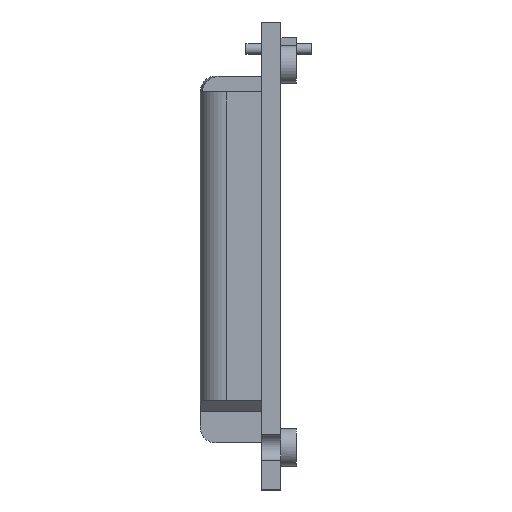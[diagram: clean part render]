
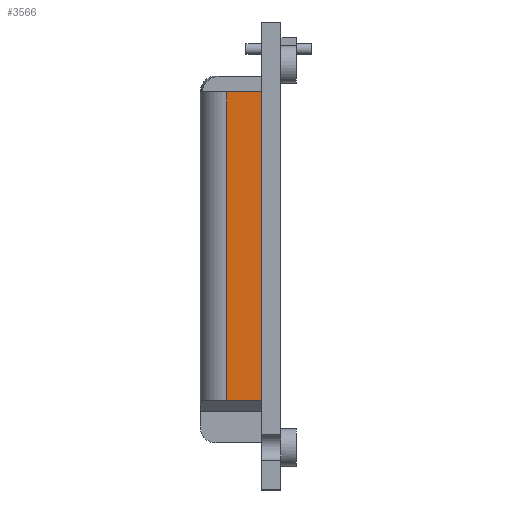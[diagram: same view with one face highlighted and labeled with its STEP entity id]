
A CAD part, left-side view. The second image highlights one B-rep face of the part: STEP entity #3566.
In plain terms, the highlighted planar face has unit normal (-1, 0, 0).
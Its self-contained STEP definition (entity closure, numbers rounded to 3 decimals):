
#696 = EDGE_CURVE ( 'NONE', #5214, #1708, #7379, .T. ) ;
#1122 = DIRECTION ( 'NONE',  ( 0., -1., 0. ) ) ;
#1266 = LINE ( 'NONE', #4039, #4900 ) ;
#1287 = ORIENTED_EDGE ( 'NONE', *, *, #4071, .T. ) ;
#1360 = AXIS2_PLACEMENT_3D ( 'NONE', #4773, #5524, #3254 ) ;
#1402 = DIRECTION ( 'NONE',  ( 0., 0., 1. ) ) ;
#1513 = VECTOR ( 'NONE', #7525, 1000. ) ;
#1708 = VERTEX_POINT ( 'NONE', #3042 ) ;
#1985 = CARTESIAN_POINT ( 'NONE',  ( -37.5, 9.05, -13.58 ) ) ;
#2227 = CARTESIAN_POINT ( 'NONE',  ( -37.5, 3.25, 0. ) ) ;
#2235 = EDGE_CURVE ( 'NONE', #5723, #6123, #1266, .T. ) ;
#2675 = CARTESIAN_POINT ( 'NONE',  ( -37.5, 3.25, 15.42 ) ) ;
#2683 = DIRECTION ( 'NONE',  ( 0., -1., 0. ) ) ;
#3042 = CARTESIAN_POINT ( 'NONE',  ( -37.5, 3.25, -13.58 ) ) ;
#3079 = ORIENTED_EDGE ( 'NONE', *, *, #5707, .T. ) ;
#3254 = DIRECTION ( 'NONE',  ( 0., 0., -1. ) ) ;
#3566 = ADVANCED_FACE ( 'NONE', ( #6754 ), #3972, .F. ) ;
#3972 = PLANE ( 'NONE',  #1360 ) ;
#4039 = CARTESIAN_POINT ( 'NONE',  ( -37.5, 9.05, 15.42 ) ) ;
#4071 = EDGE_CURVE ( 'NONE', #1708, #6123, #7534, .T. ) ;
#4381 = VECTOR ( 'NONE', #1402, 1000. ) ;
#4514 = CARTESIAN_POINT ( 'NONE',  ( -37.5, 6.55, 15.42 ) ) ;
#4773 = CARTESIAN_POINT ( 'NONE',  ( -37.5, 9.05, 0. ) ) ;
#4900 = VECTOR ( 'NONE', #2683, 1000. ) ;
#5214 = VERTEX_POINT ( 'NONE', #8368 ) ;
#5524 = DIRECTION ( 'NONE',  ( 1., 0., 0. ) ) ;
#5583 = ORIENTED_EDGE ( 'NONE', *, *, #696, .T. ) ;
#5707 = EDGE_CURVE ( 'NONE', #5723, #5214, #7604, .T. ) ;
#5723 = VERTEX_POINT ( 'NONE', #4514 ) ;
#6123 = VERTEX_POINT ( 'NONE', #2675 ) ;
#6162 = EDGE_LOOP ( 'NONE', ( #8892, #3079, #5583, #1287 ) ) ;
#6214 = VECTOR ( 'NONE', #1122, 1000. ) ;
#6754 = FACE_OUTER_BOUND ( 'NONE', #6162, .T. ) ;
#7379 = LINE ( 'NONE', #1985, #6214 ) ;
#7525 = DIRECTION ( 'NONE',  ( 0., 0., -1. ) ) ;
#7534 = LINE ( 'NONE', #2227, #4381 ) ;
#7604 = LINE ( 'NONE', #8320, #1513 ) ;
#8320 = CARTESIAN_POINT ( 'NONE',  ( -37.5, 6.55, -13.58 ) ) ;
#8368 = CARTESIAN_POINT ( 'NONE',  ( -37.5, 6.55, -13.58 ) ) ;
#8892 = ORIENTED_EDGE ( 'NONE', *, *, #2235, .F. ) ;
